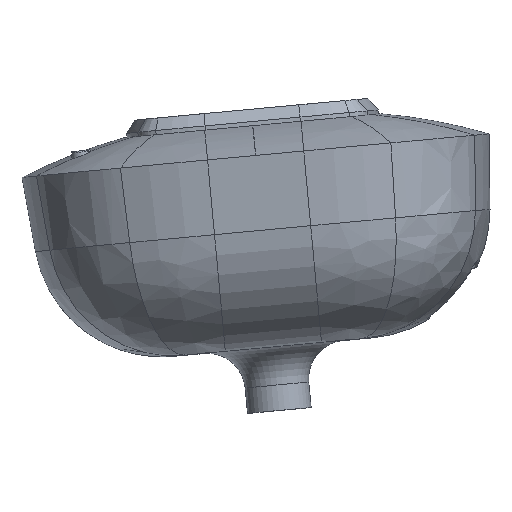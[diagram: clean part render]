
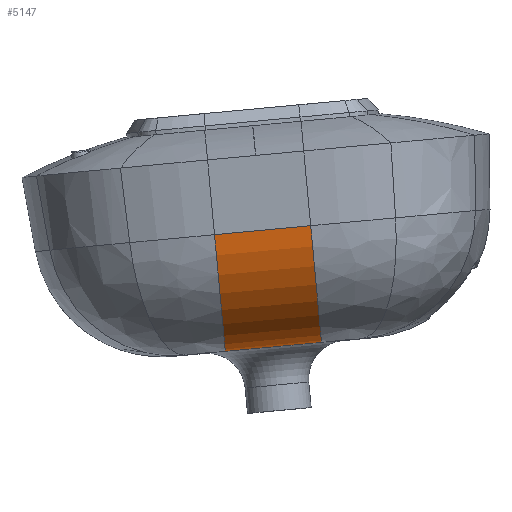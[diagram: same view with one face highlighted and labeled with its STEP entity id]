
A CAD part, top view. The second image highlights one B-rep face of the part: STEP entity #5147.
In plain terms, the highlighted cylindrical face has radius 10 mm (diameter 20 mm), a partial arc.
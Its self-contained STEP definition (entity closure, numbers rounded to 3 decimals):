
#100=CYLINDRICAL_SURFACE('',#5509,10.);
#117=LINE('',#7156,#415);
#312=LINE('',#9616,#610);
#415=VECTOR('',#5661,7.557);
#610=VECTOR('',#6270,7.557);
#974=FACE_OUTER_BOUND('',#1288,.T.);
#1288=EDGE_LOOP('',(#3933,#3934,#3935,#3936));
#1530=CIRCLE('',#5507,10.);
#1532=CIRCLE('',#5510,10.);
#1901=VERTEX_POINT('',#7153);
#1902=VERTEX_POINT('',#7155);
#2180=VERTEX_POINT('',#9610);
#2181=VERTEX_POINT('',#9614);
#2372=EDGE_CURVE('',#1902,#1901,#117,.T.);
#2788=EDGE_CURVE('',#1902,#2180,#1530,.T.);
#2790=EDGE_CURVE('',#1901,#2181,#1532,.T.);
#2791=EDGE_CURVE('',#2181,#2180,#312,.T.);
#3933=ORIENTED_EDGE('',*,*,#2790,.T.);
#3934=ORIENTED_EDGE('',*,*,#2791,.T.);
#3935=ORIENTED_EDGE('',*,*,#2788,.F.);
#3936=ORIENTED_EDGE('',*,*,#2372,.T.);
#5147=ADVANCED_FACE('',(#974),#100,.T.);
#5507=AXIS2_PLACEMENT_3D('',#9611,#6262,#6263);
#5509=AXIS2_PLACEMENT_3D('',#9613,#6266,#6267);
#5510=AXIS2_PLACEMENT_3D('',#9615,#6268,#6269);
#5661=DIRECTION('',(0.996,0.093,0.));
#6262=DIRECTION('center_axis',(-0.996,-0.093,0.));
#6263=DIRECTION('ref_axis',(0.093,-0.996,0.));
#6266=DIRECTION('center_axis',(0.996,0.093,0.));
#6267=DIRECTION('ref_axis',(0.068,-0.734,0.676));
#6268=DIRECTION('center_axis',(-0.996,-0.093,0.));
#6269=DIRECTION('ref_axis',(0.093,-0.996,0.));
#6270=DIRECTION('',(-0.996,-0.093,0.));
#7153=CARTESIAN_POINT('',(-84.579,-21.309,-11.325));
#7155=CARTESIAN_POINT('',(-92.103,-22.01,-11.325));
#7156=CARTESIAN_POINT('',(-88.338,-21.659,-11.325));
#9610=CARTESIAN_POINT('',(-92.949,-12.92,-1.363));
#9611=CARTESIAN_POINT('Origin',(-93.03,-12.053,-11.325));
#9613=CARTESIAN_POINT('Origin',(-89.265,-11.702,-11.325));
#9614=CARTESIAN_POINT('',(-85.425,-12.22,-1.363));
#9615=CARTESIAN_POINT('Origin',(-85.506,-11.352,-11.325));
#9616=CARTESIAN_POINT('',(-89.184,-12.57,-1.363));
